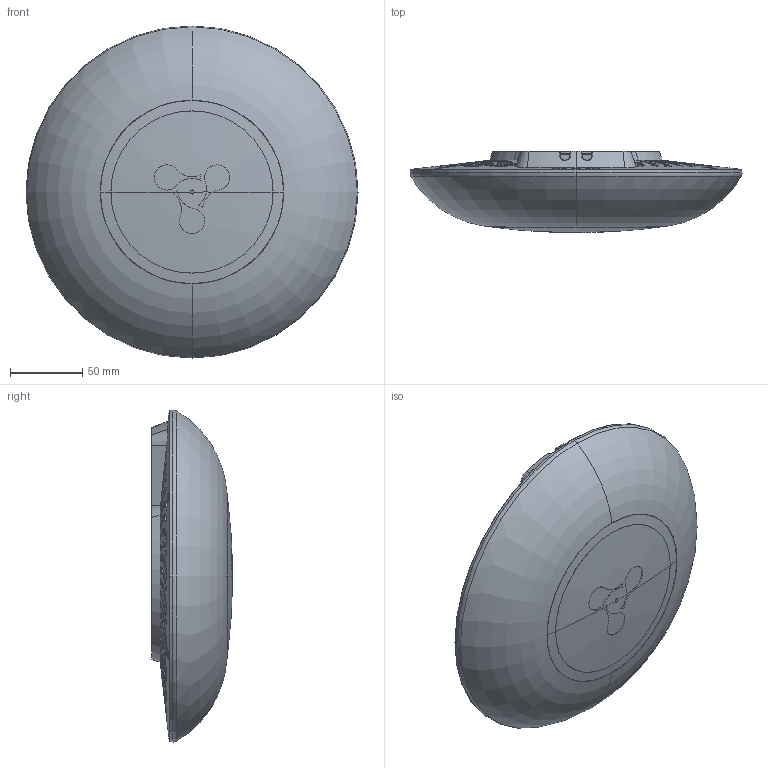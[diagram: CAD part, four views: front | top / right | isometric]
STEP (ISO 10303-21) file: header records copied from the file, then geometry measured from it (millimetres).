
FILE_DESCRIPTION (( 'STEP AP214' ), '1' );
FILE_NAME ('__WEP-3ax.STEP', '2023-01-12T08:46:06', ( '' ), ( '' ), 'SwSTEP 2.0', 'SolidWorks 2021', '' );
FILE_SCHEMA (( 'AUTOMOTIVE_DESIGN' ));
Length unit declared in the file: millimetre
Products named in the file (12): __WEP-3ax; __RJ45-1X1-LED-LINK-PP_LPJE160NDNL_var2; __Plate wep3ax(z) (2v2); __WEP-3ax.000_WEP-3ax.008; __LOGOTIP_ELTEX_LOGOTIP_ELTEX; __SWT42_SWT42_Switronic 0770; __L115HOUSING_L115HOUSING_SER-W30-XXXX-A1; __WEP-3ax.000; __WEP-3ax.000_WEP-3ax.006; __WEP-3ax.000_WEP-3ax.007; __L130_L130; __E112_PRGM_E112_PRGM
Assembly tree (9 placements, depth 3):
  __WEP-3ax
    __WEP-3ax.000
      __WEP-3ax.000_WEP-3ax.006
      __WEP-3ax.000_WEP-3ax.007
      __WEP-3ax.000_WEP-3ax.008
    __Plate wep3ax(z) (2v2)
      __L130_L130
      __SWT42_SWT42_Switronic 0770
      __RJ45-1X1-LED-LINK-PP_LPJE160NDNL_var2
      __L115HOUSING_L115HOUSING_SER-W30-XXXX-A1
  __LOGOTIP_ELTEX_LOGOTIP_ELTEX
  __E112_PRGM_E112_PRGM
Bounding box: 229.75 x 56 x 229.75 mm (x, y, z)
Volume: 241532.3 mm3; surface area: 259006.6 mm2
Topology: 8 solids, 8 shells, 3924 faces, 10033 edges, 6024 vertices
Faces by surface type: bspline 1233, cone 1091, plane 584, sphere 409, cylinder 338, torus 269
Entity records: 180917 total; most frequent: CARTESIAN_POINT 95898, ORIENTED_EDGE 19486, DIRECTION 14069, EDGE_CURVE 9743, VERTEX_POINT 5912, AXIS2_PLACEMENT_3D 5862, EDGE_LOOP 4299, B_SPLINE_CURVE_WITH_KNOTS 4044
